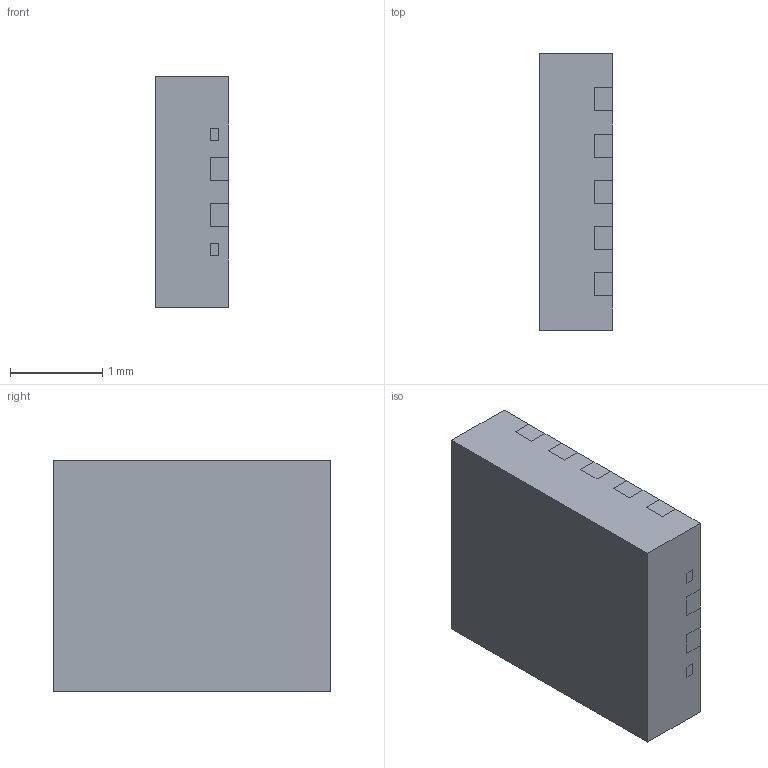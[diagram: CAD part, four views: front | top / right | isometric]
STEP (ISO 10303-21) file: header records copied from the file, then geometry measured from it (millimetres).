
FILE_DESCRIPTION(/* description */ ('Unknown','CAx-IF Rec.Pracs.---Representation and Presentation of Product Manufacturing Information (PMI)---4.0---2014-10-13','CAx-IF Rec.Pracs.---3D Tessellated Geometry---0.4---2014-09-14','2;1'),/* implementation_level */ '2;1');
FILE_NAME(/* name */ 'QFN3025A-14',/* time_stamp */ '2024-11-04T09:04:15+08:00',/* author */ ('Unknown'),/* organization */ ('Unknown'),/* preprocessor_version */ 'ST-DEVELOPER v18.1',/* originating_system */ 'Solid Edge',/* authorisation */ 'Unknown');
FILE_SCHEMA (('AP242_MANAGED_MODEL_BASED_3D_ENGINEERING_MIM_LF { 1 0 10303 442 1 1 4 }'));
Length unit declared in the file: millimetre
Products named in the file (3): QFN3025A-14; CPD; LDF
Assembly tree (2 placements, depth 2):
  QFN3025A-14
    CPD
    LDF
Bounding box: 0.8 x 3 x 2.5 mm (x, y, z)
Volume: 6 mm3; surface area: 44.7 mm2
Topology: 16 solids, 16 shells, 437 faces, 1218 edges, 812 vertices
Faces by surface type: plane 345, cylinder 92
Entity records: 15622 total; most frequent: CARTESIAN_POINT 2472, ORIENTED_EDGE 2436, DIRECTION 2326, EDGE_CURVE 1218, LINE 994, VECTOR 994, VERTEX_POINT 812, AXIS2_PLACEMENT_3D 666
